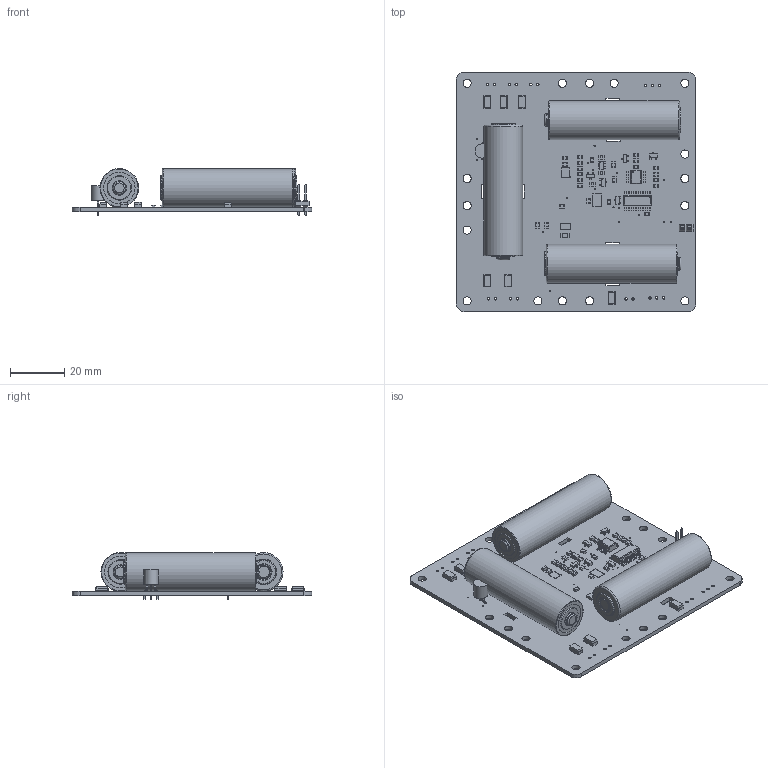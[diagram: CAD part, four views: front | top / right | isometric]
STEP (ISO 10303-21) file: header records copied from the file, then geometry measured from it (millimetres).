
FILE_DESCRIPTION(/* description */ (''),/* implementation_level */ '2;1');
FILE_NAME(/* name */ 'BattMonTimer v13.step',/* time_stamp */ '2020-12-10T19:10:46-08:00',/* author */ (''),/* organization */ (''),/* preprocessor_version */ 'ST-DEVELOPER v18.1',/* originating_system */ 'Autodesk Translation Framework v9.7.1.1290',/* authorisation */ '');
FILE_SCHEMA (('AUTOMOTIVE_DESIGN { 1 0 10303 214 3 1 1 }'));
Length unit declared in the file: millimetre
Products named in the file (20): BattMonTimer; Board; Packages; DCT_R-PDSO-G8; SOT-23-5; SOT23-5; SOT23; TO92-INLINE; SOT23-5 (1); SOT23 (1); C0805; R0805; R1206W; 4X8MOUNT; SMA; SO08; SO16; 1X02; AA-BATT; SOT-23F_TOS-M
Assembly tree (55 placements, depth 3):
  BattMonTimer
    Board
    Packages
      DCT_R-PDSO-G8
      SOT-23-5
      SOT23-5
      SOT23
      TO92-INLINE
      SOT23-5 (1)
      SOT23 (1)  x2
      C0805  x12
      R0805  x15
      R1206W
      4X8MOUNT  x2
      SMA  x6
      SO08
      SO16
      1X02
      AA-BATT  x3
      SOT-23F_TOS-M  x3
Bounding box: 88 x 88 x 17.2 mm (x, y, z)
Volume: 35311.9 mm3; surface area: 25003.7 mm2
Topology: 53 solids, 53 shells, 1500 faces, 3772 edges, 2449 vertices
Faces by surface type: plane 1159, cylinder 298, torus 24, sphere 16, cone 3
Full cylindrical faces by diameter (mm): 0.3 x6, 0.35 x3, 0.4 x20, 0.6 x1, 0.65 x1, 0.813 x3, 0.9 x18, 1.016 x2, 3 x16, 4.62 x3, 5.3 x3, 9 x3, 11.6 x3, 14.2 x3
Entity records: 27254 total; most frequent: DIRECTION 4527, CARTESIAN_POINT 4483, ORIENTED_EDGE 4320, EDGE_CURVE 2160, LINE 1641, VECTOR 1641, AXIS2_PLACEMENT_3D 1443, VERTEX_POINT 1399
